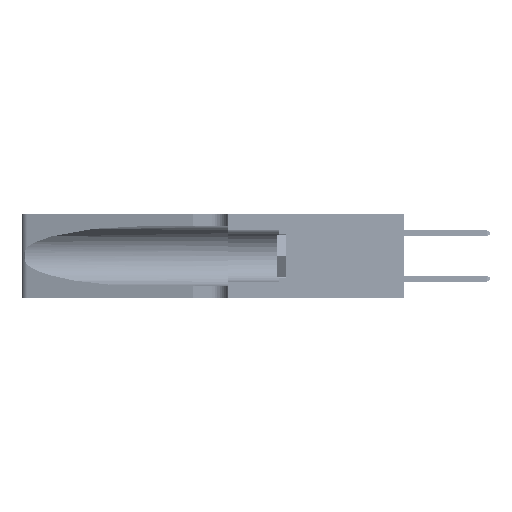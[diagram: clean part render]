
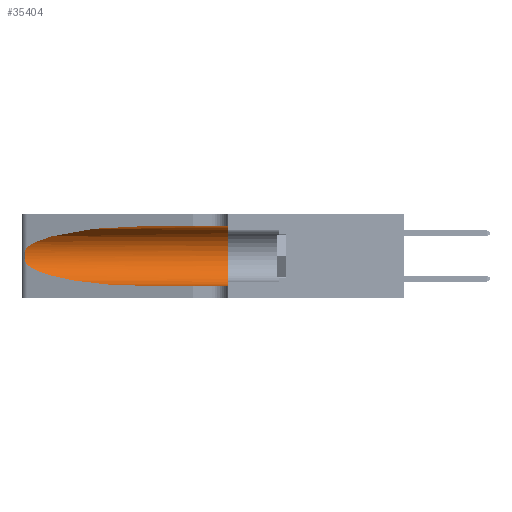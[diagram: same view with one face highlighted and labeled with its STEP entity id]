
A CAD part, left-side view. The second image highlights one B-rep face of the part: STEP entity #35404.
In plain terms, the highlighted cylindrical face has radius 3.308 mm (diameter 6.617 mm), a partial arc.
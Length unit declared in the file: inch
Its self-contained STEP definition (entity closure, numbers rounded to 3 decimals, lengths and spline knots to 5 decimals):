
#63 = CARTESIAN_POINT ( 'NONE',  ( 0.1305, 0.35, 0.185 ) ) ;
#399 = CARTESIAN_POINT ( 'NONE',  ( 0.2373, 1.15595, 0.28018 ) ) ;
#418 = CARTESIAN_POINT ( 'NONE',  ( 0.26018, 1.23835, 0.19895 ) ) ;
#763 = B_SPLINE_CURVE_WITH_KNOTS ( 'NONE', 3,
 ( #45416, #27071, #19076, #8050, #46584, #418, #27580, #46757, #4332, #7369, #35049, #19403, #31159, #31332 ),
 .UNSPECIFIED., .F., .F.,
 ( 4, 2, 2, 2, 2, 2, 4 ),
 ( 0., 0.00027, 0.00053, 0.00107, 0.0016, 0.00187, 0.00214 ),
 .UNSPECIFIED. ) ;
#1455 = LINE ( 'NONE', #36803, #41570 ) ;
#2169 = DIRECTION ( 'NONE',  ( 0., -1., 0. ) ) ;
#4332 = CARTESIAN_POINT ( 'NONE',  ( 0.26017, 1.23833, 0.17102 ) ) ;
#4393 = VERTEX_POINT ( 'NONE', #47597 ) ;
#5200 = ORIENTED_EDGE ( 'NONE', *, *, #26504, .T. ) ;
#6339 = LINE ( 'NONE', #40235, #42806 ) ;
#6649 = ORIENTED_EDGE ( 'NONE', *, *, #41849, .T. ) ;
#6844 = CARTESIAN_POINT ( 'NONE',  ( 0.25487, 1.22718, 0.14631 ) ) ;
#7369 = CARTESIAN_POINT ( 'NONE',  ( 0.25856, 1.23593, 0.16098 ) ) ;
#8050 = CARTESIAN_POINT ( 'NONE',  ( 0.25787, 1.23484, 0.2124 ) ) ;
#10079 = CARTESIAN_POINT ( 'NONE',  ( 0.2373, 1.15595, 0.08982 ) ) ;
#11776 = CARTESIAN_POINT ( 'NONE',  ( 0.1305, 0.72297, 0.31525 ) ) ;
#13808 = CARTESIAN_POINT ( 'NONE',  ( 0.25487, 1.22718, 0.14631 ) ) ;
#14188 = EDGE_LOOP ( 'NONE', ( #31041, #5200, #43794, #6649, #47377, #18723 ) ) ;
#16225 = EDGE_CURVE ( 'NONE', #37624, #49907, #25663, .T. ) ;
#16931 = AXIS2_PLACEMENT_3D ( 'NONE', #63, #23468, #38453 ) ;
#18723 = ORIENTED_EDGE ( 'NONE', *, *, #48186, .F. ) ;
#19076 = CARTESIAN_POINT ( 'NONE',  ( 0.25639, 1.23184, 0.21858 ) ) ;
#19403 = CARTESIAN_POINT ( 'NONE',  ( 0.25639, 1.23186, 0.15144 ) ) ;
#19728 = CARTESIAN_POINT ( 'NONE',  ( 0.18966, 0.96281, 0.31525 ) ) ;
#21563 = CARTESIAN_POINT ( 'NONE',  ( 0.1305, 1.61858, 0.185 ) ) ;
#21925 =( BOUNDED_CURVE ( )  B_SPLINE_CURVE ( 3, ( #13808, #10079, #41187, #48928 ),
 .UNSPECIFIED., .F., .T. ) 
 B_SPLINE_CURVE_WITH_KNOTS ( ( 4, 4 ),
 ( 3.44316, 4.71239 ),
 .UNSPECIFIED. ) 
 CURVE ( )  GEOMETRIC_REPRESENTATION_ITEM ( )  RATIONAL_B_SPLINE_CURVE ( ( 1., 0.87, 0.87, 1. ) ) 
 REPRESENTATION_ITEM ( '' )  );
#23445 = VERTEX_POINT ( 'NONE', #6844 ) ;
#23468 = DIRECTION ( 'NONE',  ( 0., 1., 0. ) ) ;
#23791 = CARTESIAN_POINT ( 'NONE',  ( 0.1305, 0.72297, 0.31525 ) ) ;
#23819 = FACE_OUTER_BOUND ( 'NONE', #14188, .T. ) ;
#25663 =( BOUNDED_CURVE ( )  B_SPLINE_CURVE ( 3, ( #23791, #19728, #399, #27555 ),
 .UNSPECIFIED., .F., .F. ) 
 B_SPLINE_CURVE_WITH_KNOTS ( ( 4, 4 ),
 ( 1.5708, 2.84003 ),
 .UNSPECIFIED. ) 
 CURVE ( )  GEOMETRIC_REPRESENTATION_ITEM ( )  RATIONAL_B_SPLINE_CURVE ( ( 1., 0.87, 0.87, 1. ) ) 
 REPRESENTATION_ITEM ( '' )  );
#25951 = CARTESIAN_POINT ( 'NONE',  ( 0.1305, 0.35, 0.05475 ) ) ;
#26504 = EDGE_CURVE ( 'NONE', #49907, #23445, #763, .T. ) ;
#27071 = CARTESIAN_POINT ( 'NONE',  ( 0.25555, 1.22994, 0.2215 ) ) ;
#27555 = CARTESIAN_POINT ( 'NONE',  ( 0.25487, 1.22718, 0.22369 ) ) ;
#27580 = CARTESIAN_POINT ( 'NONE',  ( 0.26075, 1.23896, 0.19203 ) ) ;
#29700 = CARTESIAN_POINT ( 'NONE',  ( 0.25487, 1.22718, 0.22369 ) ) ;
#31041 = ORIENTED_EDGE ( 'NONE', *, *, #16225, .T. ) ;
#31159 = CARTESIAN_POINT ( 'NONE',  ( 0.25555, 1.22993, 0.14849 ) ) ;
#31332 = CARTESIAN_POINT ( 'NONE',  ( 0.25487, 1.22718, 0.14631 ) ) ;
#32796 = DIRECTION ( 'NONE',  ( 0., -1., 0. ) ) ;
#34718 = CIRCLE ( 'NONE', #16931, 0.13025 ) ;
#35049 = CARTESIAN_POINT ( 'NONE',  ( 0.25789, 1.23486, 0.15765 ) ) ;
#35404 = ADVANCED_FACE ( 'NONE', ( #23819 ), #42692, .F. ) ;
#36075 = VERTEX_POINT ( 'NONE', #25951 ) ;
#36526 = CARTESIAN_POINT ( 'NONE',  ( 0.1305, 0.72297, 0.05475 ) ) ;
#36692 = EDGE_CURVE ( 'NONE', #23445, #36919, #21925, .T. ) ;
#36803 = CARTESIAN_POINT ( 'NONE',  ( 0.1305, 1.61858, 0.05475 ) ) ;
#36843 = EDGE_CURVE ( 'NONE', #4393, #36075, #34718, .T. ) ;
#36919 = VERTEX_POINT ( 'NONE', #36526 ) ;
#37624 = VERTEX_POINT ( 'NONE', #11776 ) ;
#38453 = DIRECTION ( 'NONE',  ( 0., 0., 1. ) ) ;
#40235 = CARTESIAN_POINT ( 'NONE',  ( 0.1305, 1.61858, 0.31525 ) ) ;
#41187 = CARTESIAN_POINT ( 'NONE',  ( 0.18966, 0.96281, 0.05475 ) ) ;
#41570 = VECTOR ( 'NONE', #2169, 39.37008 ) ;
#41849 = EDGE_CURVE ( 'NONE', #36919, #36075, #1455, .T. ) ;
#42692 = CYLINDRICAL_SURFACE ( 'NONE', #49717, 0.13025 ) ;
#42806 = VECTOR ( 'NONE', #44128, 39.37008 ) ;
#43794 = ORIENTED_EDGE ( 'NONE', *, *, #36692, .T. ) ;
#44128 = DIRECTION ( 'NONE',  ( 0., -1., 0. ) ) ;
#44509 = DIRECTION ( 'NONE',  ( 0., 0., -1. ) ) ;
#45416 = CARTESIAN_POINT ( 'NONE',  ( 0.25487, 1.22718, 0.22369 ) ) ;
#46584 = CARTESIAN_POINT ( 'NONE',  ( 0.25854, 1.2359, 0.20912 ) ) ;
#46757 = CARTESIAN_POINT ( 'NONE',  ( 0.26075, 1.23896, 0.178 ) ) ;
#47377 = ORIENTED_EDGE ( 'NONE', *, *, #36843, .F. ) ;
#47597 = CARTESIAN_POINT ( 'NONE',  ( 0.1305, 0.35, 0.31525 ) ) ;
#48186 = EDGE_CURVE ( 'NONE', #37624, #4393, #6339, .T. ) ;
#48928 = CARTESIAN_POINT ( 'NONE',  ( 0.1305, 0.72297, 0.05475 ) ) ;
#49717 = AXIS2_PLACEMENT_3D ( 'NONE', #21563, #32796, #44509 ) ;
#49907 = VERTEX_POINT ( 'NONE', #29700 ) ;
